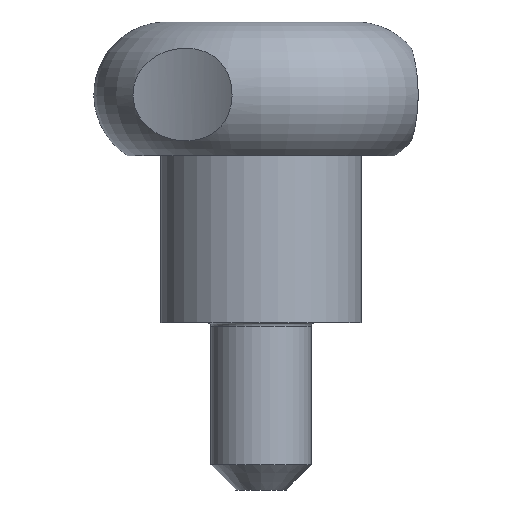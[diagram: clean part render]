
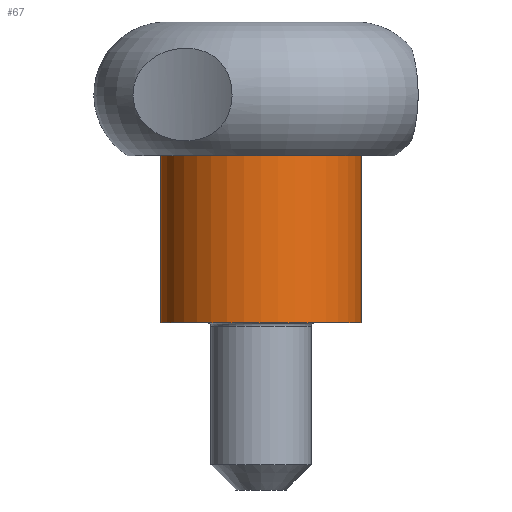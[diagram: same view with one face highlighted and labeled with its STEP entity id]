
A CAD part, left-side view. The second image highlights one B-rep face of the part: STEP entity #67.
In plain terms, the highlighted cylindrical face has radius 6 mm (diameter 12 mm), a full revolution.
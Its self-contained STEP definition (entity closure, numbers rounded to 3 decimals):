
#67 = ADVANCED_FACE( '', ( #140, #141 ), #142, .T. );
#140 = FACE_OUTER_BOUND( '', #206, .T. );
#141 = FACE_OUTER_BOUND( '', #207, .T. );
#142 = CYLINDRICAL_SURFACE( '', #208, 6. );
#206 = EDGE_LOOP( '', ( #294 ) );
#207 = EDGE_LOOP( '', ( #295 ) );
#208 = AXIS2_PLACEMENT_3D( '', #296, #297, #298 );
#294 = ORIENTED_EDGE( '', *, *, #301, .F. );
#295 = ORIENTED_EDGE( '', *, *, #315, .T. );
#296 = CARTESIAN_POINT( '', ( 0., 0., 57.15 ) );
#297 = DIRECTION( '', ( 0., 0., -1. ) );
#298 = DIRECTION( '', ( 1., 0., 0. ) );
#301 = EDGE_CURVE( '', #331, #331, #332, .T. );
#315 = EDGE_CURVE( '', #353, #353, #354, .T. );
#331 = VERTEX_POINT( '', #374 );
#332 = CIRCLE( '', #375, 6. );
#353 = VERTEX_POINT( '', #510 );
#354 = CIRCLE( '', #511, 6. );
#374 = CARTESIAN_POINT( '', ( 6., 0., 10. ) );
#375 = AXIS2_PLACEMENT_3D( '', #592, #593, #594 );
#510 = CARTESIAN_POINT( '', ( 6., 0., 0. ) );
#511 = AXIS2_PLACEMENT_3D( '', #610, #611, #612 );
#592 = CARTESIAN_POINT( '', ( 0., 0., 10. ) );
#593 = DIRECTION( '', ( 0., 0., 1. ) );
#594 = DIRECTION( '', ( 1., 0., 0. ) );
#610 = CARTESIAN_POINT( '', ( 0., 0., 0. ) );
#611 = DIRECTION( '', ( 0., 0., 1. ) );
#612 = DIRECTION( '', ( 1., 0., 0. ) );
